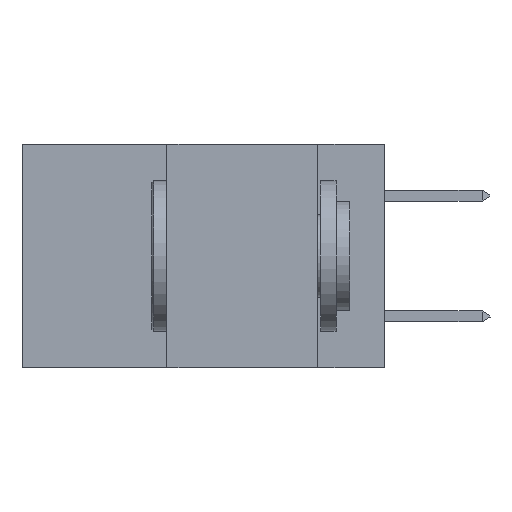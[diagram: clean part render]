
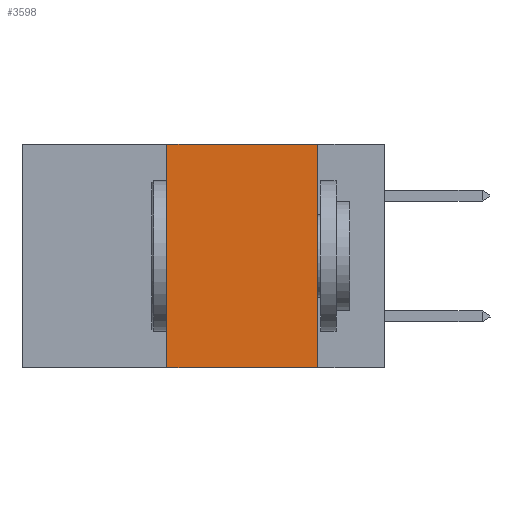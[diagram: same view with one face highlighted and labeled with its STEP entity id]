
A CAD part, left-side view. The second image highlights one B-rep face of the part: STEP entity #3598.
In plain terms, the highlighted planar face has unit normal (-1, 0, 0).
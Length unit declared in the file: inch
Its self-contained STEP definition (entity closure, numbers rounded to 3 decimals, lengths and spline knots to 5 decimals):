
#1022 = CARTESIAN_POINT ( 'NONE',  ( 0., 0.11, 0. ) ) ;
#1646 = LINE ( 'NONE', #22696, #11348 ) ;
#3598 = ADVANCED_FACE ( 'NONE', ( #18801 ), #19436, .F. ) ;
#4111 = VERTEX_POINT ( 'NONE', #20883 ) ;
#4965 = ORIENTED_EDGE ( 'NONE', *, *, #28632, .F. ) ;
#5467 = CARTESIAN_POINT ( 'NONE',  ( 0., 0.6, -0.37 ) ) ;
#6206 = CARTESIAN_POINT ( 'NONE',  ( 0., 0.6, 0. ) ) ;
#6247 = CARTESIAN_POINT ( 'NONE',  ( 0., 0.11, 0. ) ) ;
#6291 = ORIENTED_EDGE ( 'NONE', *, *, #22565, .F. ) ;
#6823 = DIRECTION ( 'NONE',  ( 0., 0., -1. ) ) ;
#6860 = ORIENTED_EDGE ( 'NONE', *, *, #20700, .F. ) ;
#7494 = DIRECTION ( 'NONE',  ( 0., -1., 0. ) ) ;
#7784 = LINE ( 'NONE', #6247, #15768 ) ;
#8126 = LINE ( 'NONE', #5467, #23710 ) ;
#8211 = LINE ( 'NONE', #26578, #27962 ) ;
#9779 = VERTEX_POINT ( 'NONE', #1022 ) ;
#10447 = VERTEX_POINT ( 'NONE', #20751 ) ;
#11348 = VECTOR ( 'NONE', #11945, 39.37008 ) ;
#11945 = DIRECTION ( 'NONE',  ( 0., -1., 0. ) ) ;
#13151 = EDGE_CURVE ( 'NONE', #4111, #10447, #8126, .T. ) ;
#15768 = VECTOR ( 'NONE', #6823, 39.37008 ) ;
#15916 = ORIENTED_EDGE ( 'NONE', *, *, #13151, .T. ) ;
#17308 = DIRECTION ( 'NONE',  ( 0., 0., -1. ) ) ;
#17853 = AXIS2_PLACEMENT_3D ( 'NONE', #6206, #21699, #17308 ) ;
#18071 = CARTESIAN_POINT ( 'NONE',  ( 0., 0.36, 0. ) ) ;
#18801 = FACE_OUTER_BOUND ( 'NONE', #19354, .T. ) ;
#19354 = EDGE_LOOP ( 'NONE', ( #6291, #6860, #4965, #15916 ) ) ;
#19436 = PLANE ( 'NONE',  #17853 ) ;
#20700 = EDGE_CURVE ( 'NONE', #26855, #9779, #1646, .T. ) ;
#20751 = CARTESIAN_POINT ( 'NONE',  ( 0., 0.11, -0.37 ) ) ;
#20883 = CARTESIAN_POINT ( 'NONE',  ( 0., 0.36, -0.37 ) ) ;
#21699 = DIRECTION ( 'NONE',  ( 1., 0., 0. ) ) ;
#22266 = DIRECTION ( 'NONE',  ( 0., 0., 1. ) ) ;
#22565 = EDGE_CURVE ( 'NONE', #9779, #10447, #7784, .T. ) ;
#22696 = CARTESIAN_POINT ( 'NONE',  ( 0., 0.6, 0. ) ) ;
#23710 = VECTOR ( 'NONE', #7494, 39.37008 ) ;
#26578 = CARTESIAN_POINT ( 'NONE',  ( 0., 0.36, 0. ) ) ;
#26855 = VERTEX_POINT ( 'NONE', #18071 ) ;
#27962 = VECTOR ( 'NONE', #22266, 39.37008 ) ;
#28632 = EDGE_CURVE ( 'NONE', #4111, #26855, #8211, .T. ) ;
